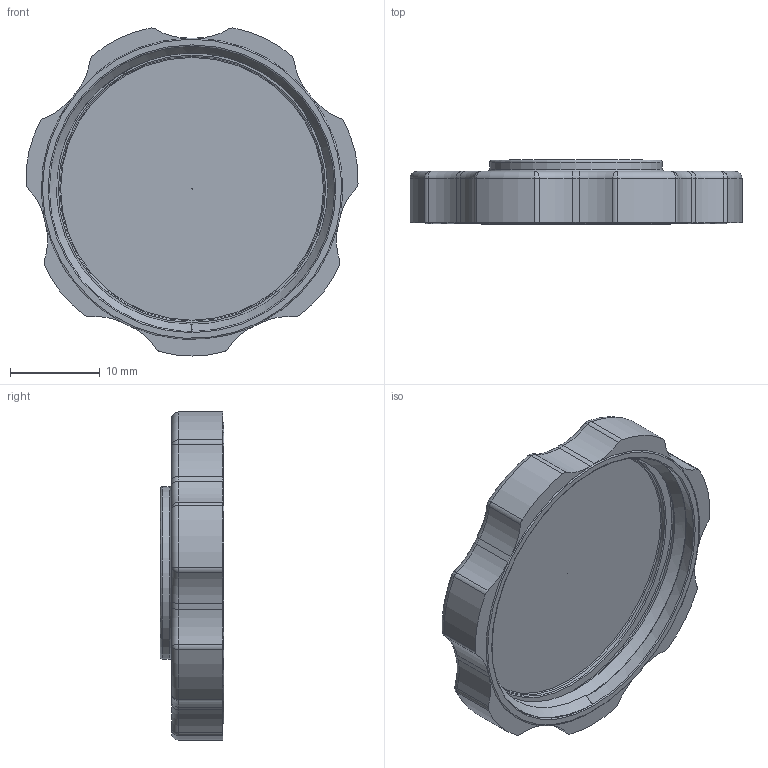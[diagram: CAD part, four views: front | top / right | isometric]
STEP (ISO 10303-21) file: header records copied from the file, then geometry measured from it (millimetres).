
FILE_DESCRIPTION((''),'2;1');
FILE_NAME('Measuring Spoon Top Rev C.stp','2012-04-21T14:24:46',('NCS'),(''),'Autodesk Inventor 2013','Autodesk Inventor 2013','');
FILE_SCHEMA(('AUTOMOTIVE_DESIGN { 1 0 10303 214 1 1 1 1 }'));
Length unit declared in the file: inch
Products named in the file (1): Measuring Spoon Top Rev C
Bounding box: 37.06 x 7.11 x 36.62 mm (x, y, z)
Volume: 2896 mm3; surface area: 3486.8 mm2
Topology: 1 solids, 1 shells, 489 faces, 1253 edges, 804 vertices
Faces by surface type: plane 200, bspline 162, cylinder 76, torus 37, sphere 14
Full cylindrical faces by diameter (mm): 0.051 x1, 0.981 x2, 13.259 x1, 19.253 x1, 29.591 x1
Entity records: 17438 total; most frequent: CARTESIAN_POINT 6060, ORIENTED_EDGE 2470, DIRECTION 1810, EDGE_CURVE 1235, VERTEX_POINT 802, VECTOR 662, LINE 662, AXIS2_PLACEMENT_3D 574
